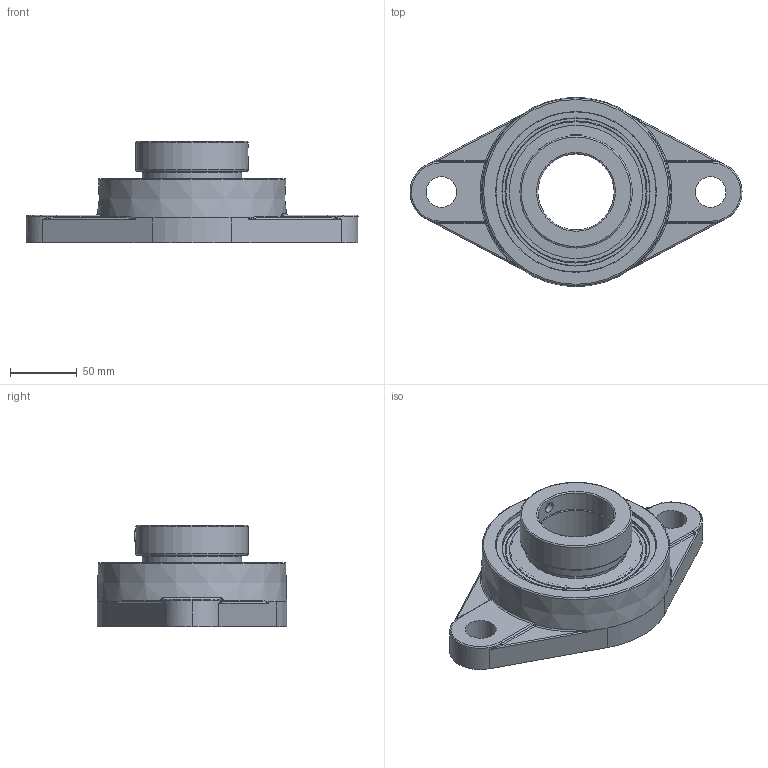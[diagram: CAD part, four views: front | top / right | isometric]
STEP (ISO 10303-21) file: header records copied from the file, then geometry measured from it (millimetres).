
FILE_DESCRIPTION(('HOOPS Exchange Step'),'2;1');
FILE_NAME('export-4B89CE81-8983-40A8-8445-64B17A87FA7A.stp','2020-05-15T15:03:14-07:00',('dkerr'),('Alibre'),'HOOPS Exchange 2020.0','Alibre','Unknown authorisation');
FILE_SCHEMA( ('AP242_MANAGED_MODEL_BASED_3D_ENGINEERING_MIM_LF {1 0 10303 442 1 1 4 }') );
Length unit declared in the file: inch
Products named in the file (8): MRN SFLM L4L 212; SNC 212-36 L4L (2.250inch) (Race); SNC 212 (Ball Bearing); SNC 212-36 (Collar); SNC 212 (Shield); SNC 212 (Setscrew); MRN SNC 212-36 L4L (2.250inch); MRN SNCFLM 212-36 L4L (2.250inch)
Assembly tree (8 placements, depth 3):
  MRN SNCFLM 212-36 L4L (2.250inch)
    MRN SFLM L4L 212
    MRN SNC 212-36 L4L (2.250inch)
      SNC 212-36 L4L (2.250inch) (Race)
      SNC 212 (Ball Bearing)
      SNC 212-36 (Collar)
      SNC 212 (Shield)  x2
      SNC 212 (Setscrew)
Bounding box: 249 x 142 x 75.8 mm (x, y, z)
Volume: 640163.2 mm3; surface area: 158185.5 mm2
Topology: 17 solids, 17 shells, 177 faces, 458 edges, 288 vertices
Faces by surface type: cylinder 52, plane 47, torus 28, sphere 21, bspline 16, cone 13
Full cylindrical faces by diameter (mm): 8.382 x3, 23 x2, 57.15 x2, 72.034 x2, 74.93 x2, 75.565 x2, 76.327 x2, 84.201 x1, 93.935 x2, 100.076 x2, 110.635 x1, 112.635 x1, 120.1 x1
Entity records: 13207 total; most frequent: CARTESIAN_POINT 8895, DIRECTION 927, ORIENTED_EDGE 814, AXIS2_PLACEMENT_3D 408, EDGE_CURVE 407, VERTEX_POINT 274, CIRCLE 230, EDGE_LOOP 191
